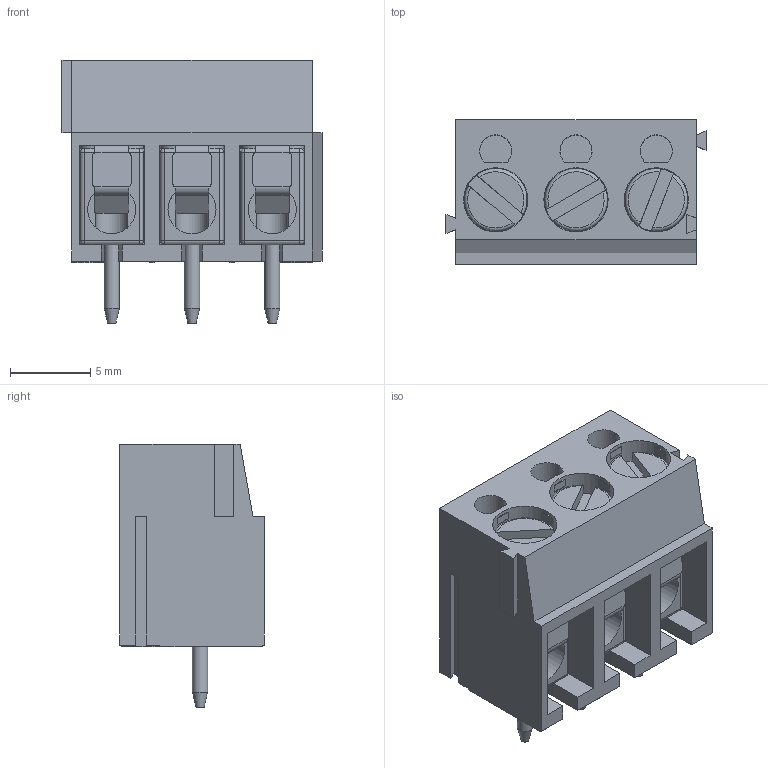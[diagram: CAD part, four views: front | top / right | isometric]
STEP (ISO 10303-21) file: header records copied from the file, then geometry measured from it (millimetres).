
FILE_DESCRIPTION( ( 'Unknown' ), '1' );
FILE_NAME( '691101710003.stp', 'Unknown', ( 'Unknown' ), ( 'Unknown' ), 'PSStep 18.0.17', 'Unknown', ' ' );
FILE_SCHEMA( ( 'AUTOMOTIVE_DESIGN { 1 0 10303 214 1 1 1 1 }' ) );
Length unit declared in the file: millimetre
Products named in the file (5): Assem1; Insulator; Wire guard; Screw; Pin
Assembly tree (10 placements, depth 2):
  Assem1
    Insulator
    Wire guard  x3
    Screw  x3
    Pin  x3
Bounding box: 16.2 x 9 x 16.4 mm (x, y, z)
Volume: 1155.6 mm3; surface area: 2537.4 mm2
Topology: 10 solids, 10 shells, 411 faces, 1024 edges, 627 vertices
Faces by surface type: plane 242, cylinder 127, sphere 24, cone 9, torus 9
Full cylindrical faces by diameter (mm): 0.95 x3, 2.2 x3, 2.459 x3, 3 x9, 3.1 x3, 3.9 x3, 4 x3
Entity records: 9081 total; most frequent: CARTESIAN_POINT 1285, DIRECTION 1211, ORIENTED_EDGE 1152, EDGE_CURVE 576, LINE 423, VECTOR 423, AXIS2_PLACEMENT_3D 394, VERTEX_POINT 380
